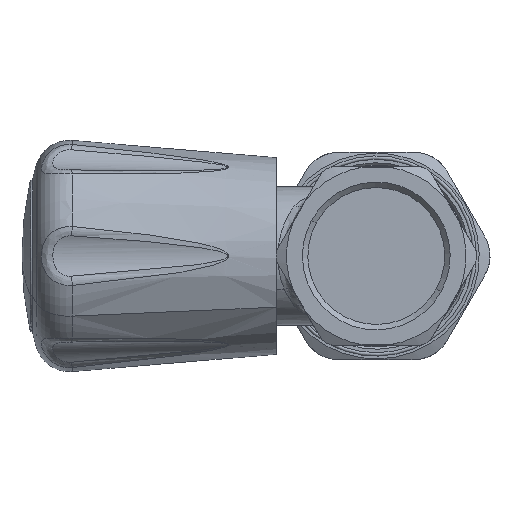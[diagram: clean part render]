
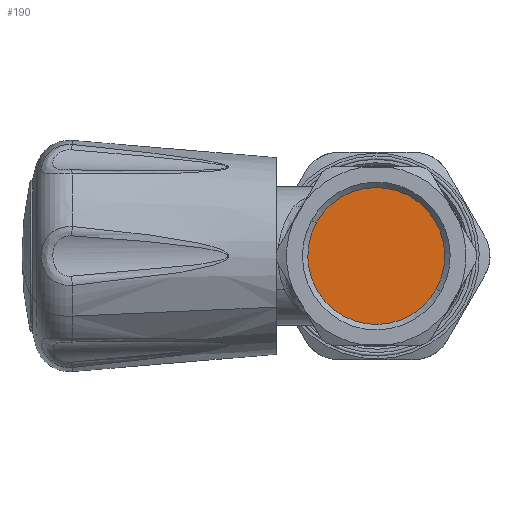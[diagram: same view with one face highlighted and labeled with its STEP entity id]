
A CAD part, left-side view. The second image highlights one B-rep face of the part: STEP entity #190.
In plain terms, the highlighted planar face has unit normal (-1, 0, 0).
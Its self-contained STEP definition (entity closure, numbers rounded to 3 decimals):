
#167=CARTESIAN_POINT('Axis2P3D Location',(-21.215,0.,0.)) ;
#172=CARTESIAN_POINT('Axis2P3D Location',(-21.215,0.,0.)) ;
#176=CARTESIAN_POINT('Vertex',(-21.215,8.702,4.754)) ;
#178=CARTESIAN_POINT('Vertex',(-21.215,-8.702,-4.754)) ;
#181=CARTESIAN_POINT('Axis2P3D Location',(-21.215,0.,0.)) ;
#168=DIRECTION('Axis2P3D Direction',(1.,0.,0.)) ;
#169=DIRECTION('Axis2P3D XDirection',(0.,1.,0.)) ;
#173=DIRECTION('Axis2P3D Direction',(1.,0.,0.)) ;
#182=DIRECTION('Axis2P3D Direction',(1.,0.,0.)) ;
#170=AXIS2_PLACEMENT_3D('Plane Axis2P3D',#167,#168,#169) ;
#174=AXIS2_PLACEMENT_3D('Circle Axis2P3D',#172,#173,$) ;
#183=AXIS2_PLACEMENT_3D('Circle Axis2P3D',#181,#182,$) ;
#187=ORIENTED_EDGE('',*,*,#180,.F.) ;
#188=ORIENTED_EDGE('',*,*,#185,.F.) ;
#190=ADVANCED_FACE('PartBody',(#189),#171,.F.) ;
#175=CIRCLE('generated circle',#174,9.915) ;
#184=CIRCLE('generated circle',#183,9.915) ;
#180=EDGE_CURVE('',#177,#179,#175,.T.) ;
#185=EDGE_CURVE('',#179,#177,#184,.T.) ;
#186=EDGE_LOOP('',(#187,#188)) ;
#189=FACE_OUTER_BOUND('',#186,.T.) ;
#171=PLANE('',#170) ;
#177=VERTEX_POINT('',#176) ;
#179=VERTEX_POINT('',#178) ;
